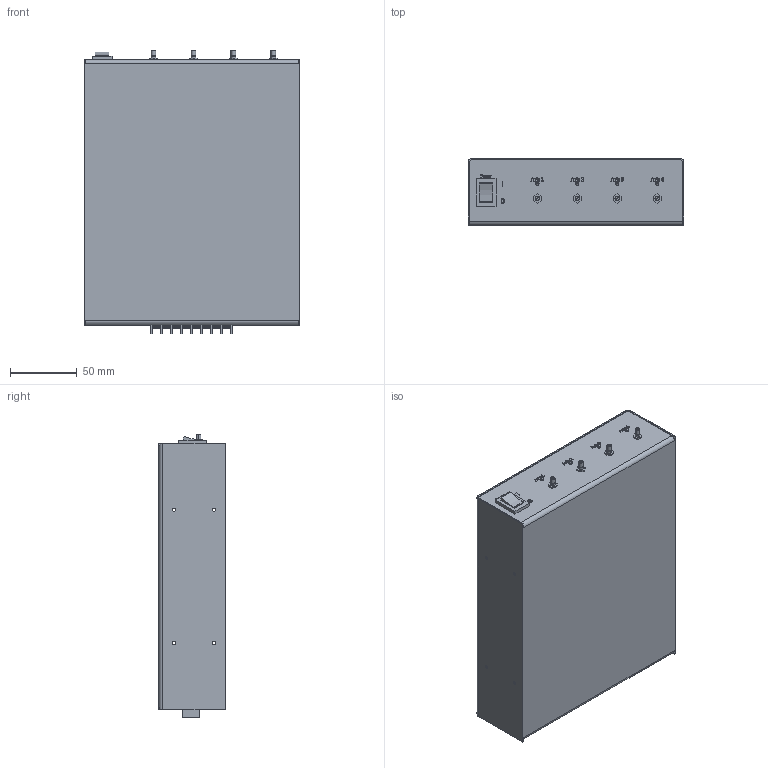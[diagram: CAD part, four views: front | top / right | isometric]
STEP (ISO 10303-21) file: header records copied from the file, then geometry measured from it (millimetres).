
FILE_DESCRIPTION (( 'STEP AP203' ), '1' );
FILE_NAME ('PAMC4-485A.STEP', '2025-05-08T09:31:41', ( '' ), ( '' ), 'SwSTEP 2.0', 'SolidWorks 2024', '' );
FILE_SCHEMA (( 'CONFIG_CONTROL_DESIGN' ));
Length unit declared in the file: millimetre
Products named in the file (1): PAMC4-485A
Bounding box: 162 x 50 x 212.5 mm (x, y, z)
Volume: 100658.7 mm3; surface area: 200201.8 mm2
Topology: 1 solids, 1 shells, 564 faces, 1906 edges, 1477 vertices
Faces by surface type: plane 374, cylinder 142, torus 40, sphere 8
Entity records: 24263 total; most frequent: CARTESIAN_POINT 7340, ORIENTED_EDGE 3780, DIRECTION 3104, EDGE_CURVE 1890, VERTEX_POINT 1469, LINE 1182, VECTOR 1182, AXIS2_PLACEMENT_3D 961
